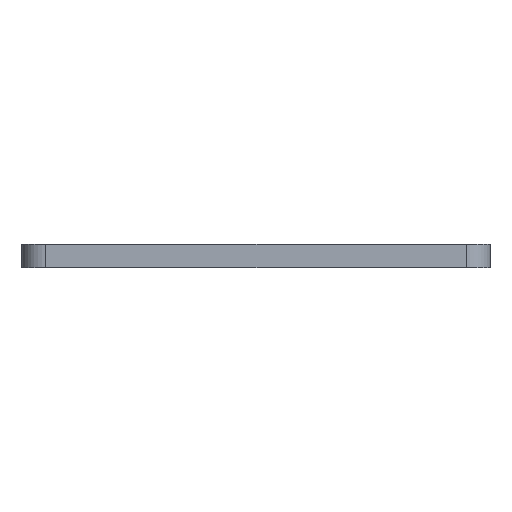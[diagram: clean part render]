
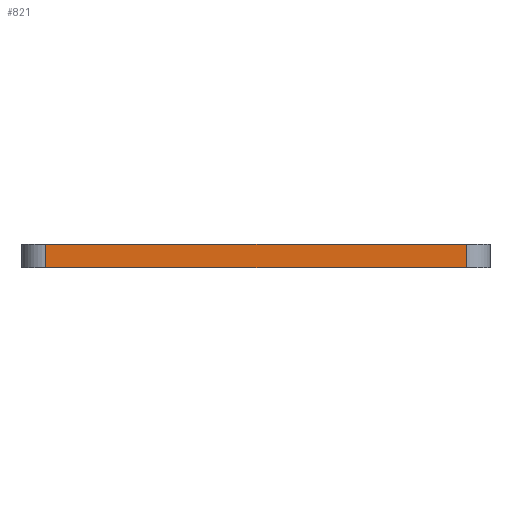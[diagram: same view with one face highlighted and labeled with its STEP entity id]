
A CAD part, left-side view. The second image highlights one B-rep face of the part: STEP entity #821.
In plain terms, the highlighted planar face has unit normal (-1, 0, 0).
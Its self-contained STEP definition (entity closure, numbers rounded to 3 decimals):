
#99=FACE_OUTER_BOUND('',#149,.T.);
#149=EDGE_LOOP('',(#619,#620,#621,#622));
#210=LINE('',#1235,#290);
#223=LINE('',#1297,#303);
#225=LINE('',#1301,#305);
#226=LINE('',#1302,#306);
#290=VECTOR('',#982,10.);
#303=VECTOR('',#1033,10.);
#305=VECTOR('',#1037,10.);
#306=VECTOR('',#1038,10.);
#368=VERTEX_POINT('',#1232);
#369=VERTEX_POINT('',#1234);
#399=VERTEX_POINT('',#1295);
#400=VERTEX_POINT('',#1300);
#454=EDGE_CURVE('',#368,#369,#210,.T.);
#485=EDGE_CURVE('',#399,#368,#223,.T.);
#487=EDGE_CURVE('',#400,#399,#225,.T.);
#488=EDGE_CURVE('',#369,#400,#226,.T.);
#619=ORIENTED_EDGE('',*,*,#485,.F.);
#620=ORIENTED_EDGE('',*,*,#487,.F.);
#621=ORIENTED_EDGE('',*,*,#488,.F.);
#622=ORIENTED_EDGE('',*,*,#454,.F.);
#797=PLANE('',#887);
#821=ADVANCED_FACE('',(#99),#797,.T.);
#887=AXIS2_PLACEMENT_3D('',#1299,#1035,#1036);
#982=DIRECTION('',(0.,1.,0.));
#1033=DIRECTION('',(0.,0.,-1.));
#1035=DIRECTION('center_axis',(-1.,0.,0.));
#1036=DIRECTION('ref_axis',(0.,-1.,0.));
#1037=DIRECTION('',(0.,-1.,0.));
#1038=DIRECTION('',(0.,0.,1.));
#1232=CARTESIAN_POINT('',(-42.5,-26.5,9.6));
#1234=CARTESIAN_POINT('',(-42.5,26.5,9.6));
#1235=CARTESIAN_POINT('',(-42.5,-29.5,9.6));
#1295=CARTESIAN_POINT('',(-42.5,-26.5,12.6));
#1297=CARTESIAN_POINT('',(-42.5,-26.5,9.6));
#1299=CARTESIAN_POINT('Origin',(-42.5,29.5,9.6));
#1300=CARTESIAN_POINT('',(-42.5,26.5,12.6));
#1301=CARTESIAN_POINT('',(-42.5,-29.5,12.6));
#1302=CARTESIAN_POINT('',(-42.5,26.5,9.6));
